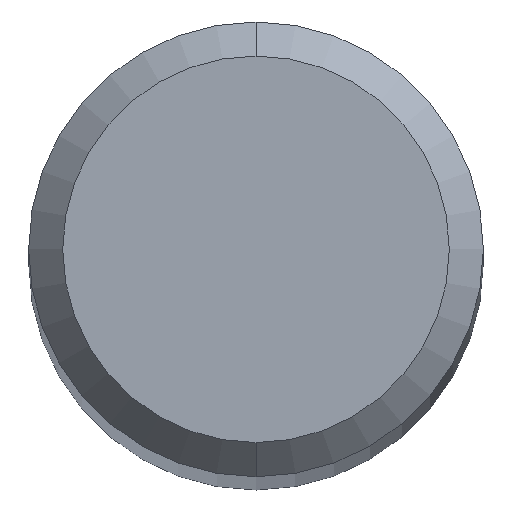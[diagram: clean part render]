
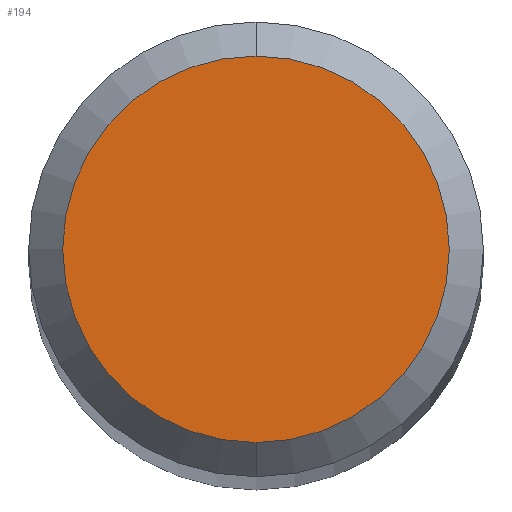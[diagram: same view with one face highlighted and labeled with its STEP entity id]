
A CAD part, top view. The second image highlights one B-rep face of the part: STEP entity #194.
In plain terms, the highlighted planar face has unit normal (0, 0, 1).
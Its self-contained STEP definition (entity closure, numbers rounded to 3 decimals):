
#104=VERTEX_POINT('',#251);
#106=EDGE_CURVE('',#104,#132,#253,.T.);
#132=VERTEX_POINT('',#284);
#194=ADVANCED_FACE('',(#353),#354,.T.);
#196=EDGE_CURVE('',#132,#104,#356,.T.);
#251=CARTESIAN_POINT('',(0.,-1.7,0.0));
#253=CIRCLE('',#408,1.7);
#284=CARTESIAN_POINT('',(0.0,1.7,0.0));
#353=FACE_OUTER_BOUND('',#535,.T.);
#354=PLANE('',#536);
#356=CIRCLE('',#539,1.7);
#408=AXIS2_PLACEMENT_3D('',#592,#593,#594);
#535=EDGE_LOOP('',(#722,#723));
#536=AXIS2_PLACEMENT_3D('',#724,#725,#726);
#539=AXIS2_PLACEMENT_3D('',#727,#728,#729);
#592=CARTESIAN_POINT('',(0.0,0.0,0.0));
#593=DIRECTION('',(0.0,0.0,-1.0));
#594=DIRECTION('',(0.0,1.0,0.0));
#722=ORIENTED_EDGE('',*,*,#196,.F.);
#723=ORIENTED_EDGE('',*,*,#106,.F.);
#724=CARTESIAN_POINT('',(0.0,0.85,0.0));
#725=DIRECTION('',(-0.0,0.0,1.0));
#726=DIRECTION('',(0.0,-1.0,0.0));
#727=CARTESIAN_POINT('',(0.0,0.0,0.0));
#728=DIRECTION('',(0.0,0.0,-1.0));
#729=DIRECTION('',(0.0,1.0,0.0));
